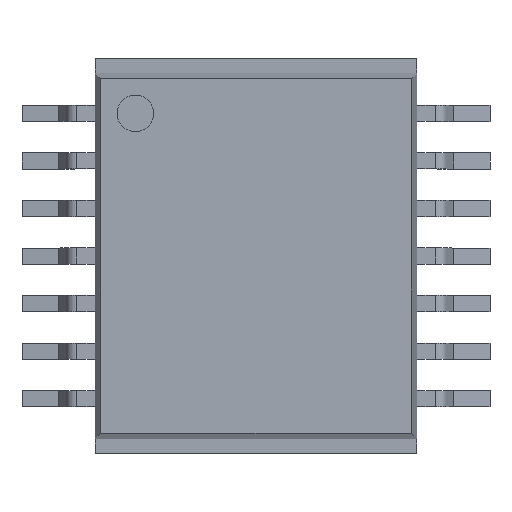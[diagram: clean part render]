
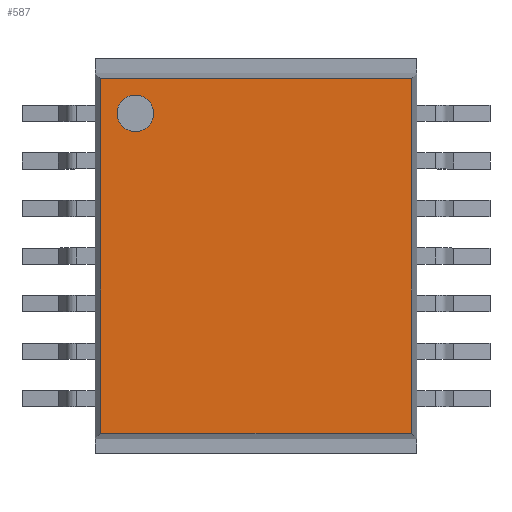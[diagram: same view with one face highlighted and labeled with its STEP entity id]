
A CAD part, top view. The second image highlights one B-rep face of the part: STEP entity #587.
In plain terms, the highlighted planar face has unit normal (0, 0, 1).
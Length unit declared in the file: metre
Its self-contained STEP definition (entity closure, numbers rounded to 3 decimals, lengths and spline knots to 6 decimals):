
#587=ADVANCED_FACE('0:60',(#1101,#1102),#1103,.F.);
#1101=FACE_OUTER_BOUND('',#1698,.T.);
#1102=FACE_BOUND('',#1699,.T.);
#1103=PLANE('',#1700);
#1698=EDGE_LOOP('',(#2316,#2317,#2318,#2319));
#1699=EDGE_LOOP('',(#2320,#2321));
#1700=AXIS2_PLACEMENT_3D('',#2322,#2323,#2324);
#2316=ORIENTED_EDGE('',*,*,#4003,.T.);
#2317=ORIENTED_EDGE('',*,*,#4004,.T.);
#2318=ORIENTED_EDGE('',*,*,#4005,.T.);
#2319=ORIENTED_EDGE('',*,*,#4006,.T.);
#2320=ORIENTED_EDGE('',*,*,#3973,.F.);
#2321=ORIENTED_EDGE('',*,*,#3978,.F.);
#2322=CARTESIAN_POINT('',(0.0022,-0.0025,0.0011));
#2323=DIRECTION('',(0.,0.,-1.0));
#2324=DIRECTION('',(0.,1.0,0.));
#3973=EDGE_CURVE('0:111',#4642,#4645,#4646,.T.);
#3978=EDGE_CURVE('0:111',#4645,#4642,#4652,.T.);
#4003=EDGE_CURVE('0:174',#4697,#4698,#4699,.T.);
#4004=EDGE_CURVE('0:177',#4698,#4700,#4701,.T.);
#4005=EDGE_CURVE('0:180',#4700,#4702,#4703,.T.);
#4006=EDGE_CURVE('0:183',#4702,#4697,#4704,.T.);
#4642=VERTEX_POINT('NONE',#5620);
#4645=VERTEX_POINT('',#5624);
#4646=CIRCLE('',#5625,0.00025);
#4652=CIRCLE('',#5632,0.00025);
#4697=VERTEX_POINT('NONE',#5697);
#4698=VERTEX_POINT('NONE',#5698);
#4699=LINE('',#5699,#5700);
#4700=VERTEX_POINT('NONE',#5701);
#4701=LINE('',#5702,#5703);
#4702=VERTEX_POINT('NONE',#5704);
#4703=LINE('',#5705,#5706);
#4704=LINE('',#5707,#5708);
#5620=CARTESIAN_POINT('',(-0.00165,0.0017,0.0011));
#5624=CARTESIAN_POINT('',(-0.00165,0.0022,0.0011));
#5625=AXIS2_PLACEMENT_3D('',#7004,#7005,#7006);
#5632=AXIS2_PLACEMENT_3D('',#7014,#7015,#7016);
#5697=CARTESIAN_POINT('',(-0.002125,0.002425,0.0011));
#5698=CARTESIAN_POINT('',(-0.002125,-0.002425,0.0011));
#5699=CARTESIAN_POINT('',(-0.002125,-0.0025,0.0011));
#5700=VECTOR('',#7037,1.0);
#5701=CARTESIAN_POINT('',(0.002125,-0.002425,0.0011));
#5702=CARTESIAN_POINT('',(0.0022,-0.002425,0.0011));
#5703=VECTOR('',#7038,1.0);
#5704=CARTESIAN_POINT('',(0.002125,0.002425,0.0011));
#5705=CARTESIAN_POINT('',(0.002125,-0.0025,0.0011));
#5706=VECTOR('',#7039,1.0);
#5707=CARTESIAN_POINT('',(0.0022,0.002425,0.0011));
#5708=VECTOR('',#7040,1.0);
#7004=CARTESIAN_POINT('',(-0.00165,0.00195,0.0011));
#7005=DIRECTION('',(0.0,0.0,1.0));
#7006=DIRECTION('',(0.,-1.0,0.0));
#7014=CARTESIAN_POINT('',(-0.00165,0.00195,0.0011));
#7015=DIRECTION('',(0.0,0.0,1.0));
#7016=DIRECTION('',(0.,-1.0,0.0));
#7037=DIRECTION('',(0.,-1.0,0.0));
#7038=DIRECTION('',(1.0,0.,0.));
#7039=DIRECTION('',(0.,1.0,0.0));
#7040=DIRECTION('',(-1.0,0.,0.));
